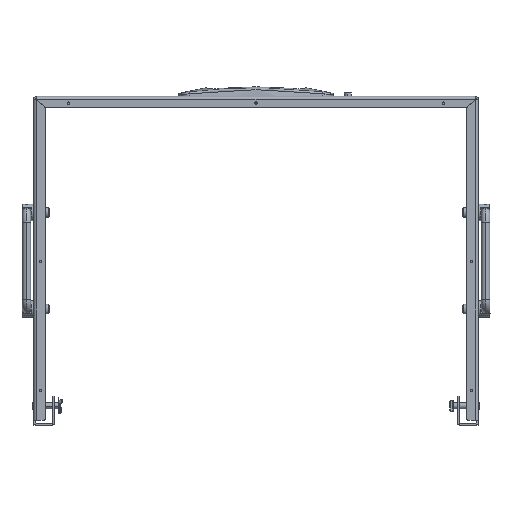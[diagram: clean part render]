
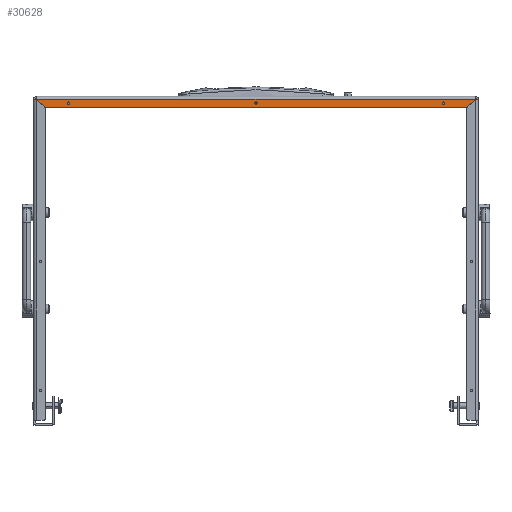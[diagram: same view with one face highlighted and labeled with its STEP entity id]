
A CAD part, front view. The second image highlights one B-rep face of the part: STEP entity #30628.
In plain terms, the highlighted planar face has unit normal (0, -1, 0).
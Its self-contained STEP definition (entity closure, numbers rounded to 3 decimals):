
#183 = CARTESIAN_POINT ( 'NONE',  ( -194., 0., -5. ) ) ;
#465 = ORIENTED_EDGE ( 'NONE', *, *, #25091, .F. ) ;
#820 = AXIS2_PLACEMENT_3D ( 'NONE', #9084, #30154, #7385 ) ;
#962 = EDGE_LOOP ( 'NONE', ( #15936, #10028 ) ) ;
#1033 = AXIS2_PLACEMENT_3D ( 'NONE', #1242, #1637, #4828 ) ;
#1078 = EDGE_LOOP ( 'NONE', ( #23904, #12951, #27629, #7820 ) ) ;
#1242 = CARTESIAN_POINT ( 'NONE',  ( -194., 0., -5. ) ) ;
#1256 = DIRECTION ( 'NONE',  ( -1., 0., 0. ) ) ;
#1637 = DIRECTION ( 'NONE',  ( 0., -1., 0. ) ) ;
#1683 = VECTOR ( 'NONE', #1256, 1000. ) ;
#3243 = CIRCLE ( 'NONE', #36868, 1.25 ) ;
#3301 = DIRECTION ( 'NONE',  ( 0.707, 0., 0.707 ) ) ;
#4124 = AXIS2_PLACEMENT_3D ( 'NONE', #13680, #14303, #30361 ) ;
#4828 = DIRECTION ( 'NONE',  ( 0., 0., -1. ) ) ;
#4986 = EDGE_CURVE ( 'NONE', #35588, #31782, #38496, .T. ) ;
#5999 = EDGE_CURVE ( 'NONE', #35588, #36094, #7992, .T. ) ;
#6449 = CARTESIAN_POINT ( 'NONE',  ( 222.412, 0., -5.412 ) ) ;
#7385 = DIRECTION ( 'NONE',  ( 0., 0., -1. ) ) ;
#7618 = ORIENTED_EDGE ( 'NONE', *, *, #33576, .F. ) ;
#7820 = ORIENTED_EDGE ( 'NONE', *, *, #4986, .T. ) ;
#7876 = EDGE_CURVE ( 'NONE', #18572, #28760, #16609, .T. ) ;
#7992 = LINE ( 'NONE', #30759, #1683 ) ;
#9084 = CARTESIAN_POINT ( 'NONE',  ( 194., 0., -5. ) ) ;
#9207 = AXIS2_PLACEMENT_3D ( 'NONE', #27317, #23924, #17198 ) ;
#9278 = LINE ( 'NONE', #11428, #25313 ) ;
#9364 = FACE_BOUND ( 'NONE', #962, .T. ) ;
#10028 = ORIENTED_EDGE ( 'NONE', *, *, #20038, .F. ) ;
#10232 = VERTEX_POINT ( 'NONE', #13018 ) ;
#10824 = DIRECTION ( 'NONE',  ( 0.707, 0., -0.707 ) ) ;
#11428 = CARTESIAN_POINT ( 'NONE',  ( 227., 0., -1. ) ) ;
#12078 = DIRECTION ( 'NONE',  ( 0., 0., 1. ) ) ;
#12951 = ORIENTED_EDGE ( 'NONE', *, *, #18657, .T. ) ;
#13018 = CARTESIAN_POINT ( 'NONE',  ( -194., 0., -3.75 ) ) ;
#13680 = CARTESIAN_POINT ( 'NONE',  ( 0., 0., -5. ) ) ;
#14218 = VERTEX_POINT ( 'NONE', #27344 ) ;
#14303 = DIRECTION ( 'NONE',  ( 0., -1., 0. ) ) ;
#15287 = EDGE_CURVE ( 'NONE', #26068, #14218, #19007, .T. ) ;
#15576 = DIRECTION ( 'NONE',  ( 0., 0., -1. ) ) ;
#15786 = DIRECTION ( 'NONE',  ( 0., -1., 0. ) ) ;
#15790 = CARTESIAN_POINT ( 'NONE',  ( 194., 0., -6.25 ) ) ;
#15936 = ORIENTED_EDGE ( 'NONE', *, *, #15287, .F. ) ;
#16577 = EDGE_LOOP ( 'NONE', ( #7618, #27530 ) ) ;
#16609 = CIRCLE ( 'NONE', #9207, 1.25 ) ;
#16901 = CIRCLE ( 'NONE', #4124, 1.25 ) ;
#17003 = VECTOR ( 'NONE', #10824, 1000. ) ;
#17198 = DIRECTION ( 'NONE',  ( 0., 0., -1. ) ) ;
#17878 = CARTESIAN_POINT ( 'NONE',  ( -194., 0., -6.25 ) ) ;
#18470 = VECTOR ( 'NONE', #3301, 1000. ) ;
#18572 = VERTEX_POINT ( 'NONE', #23942 ) ;
#18657 = EDGE_CURVE ( 'NONE', #37323, #36094, #39734, .T. ) ;
#18780 = CARTESIAN_POINT ( 'NONE',  ( 194., 0., -5. ) ) ;
#19007 = CIRCLE ( 'NONE', #820, 1.25 ) ;
#19595 = DIRECTION ( 'NONE',  ( 0., -1., 0. ) ) ;
#20038 = EDGE_CURVE ( 'NONE', #14218, #26068, #3243, .T. ) ;
#20813 = AXIS2_PLACEMENT_3D ( 'NONE', #31089, #34666, #12078 ) ;
#23245 = ORIENTED_EDGE ( 'NONE', *, *, #37690, .F. ) ;
#23904 = ORIENTED_EDGE ( 'NONE', *, *, #26047, .T. ) ;
#23924 = DIRECTION ( 'NONE',  ( 0., -1., 0. ) ) ;
#23942 = CARTESIAN_POINT ( 'NONE',  ( 0., 0., -3.75 ) ) ;
#25091 = EDGE_CURVE ( 'NONE', #30182, #10232, #25946, .T. ) ;
#25313 = VECTOR ( 'NONE', #28460, 1000. ) ;
#25946 = CIRCLE ( 'NONE', #1033, 1.25 ) ;
#26047 = EDGE_CURVE ( 'NONE', #31782, #37323, #9278, .T. ) ;
#26068 = VERTEX_POINT ( 'NONE', #15790 ) ;
#26652 = CARTESIAN_POINT ( 'NONE',  ( 4.588, 0., -232.412 ) ) ;
#27000 = CARTESIAN_POINT ( 'NONE',  ( -226.823, 0., -1. ) ) ;
#27317 = CARTESIAN_POINT ( 'NONE',  ( 0., 0., -5. ) ) ;
#27344 = CARTESIAN_POINT ( 'NONE',  ( 194., 0., -3.75 ) ) ;
#27530 = ORIENTED_EDGE ( 'NONE', *, *, #7876, .F. ) ;
#27629 = ORIENTED_EDGE ( 'NONE', *, *, #5999, .F. ) ;
#28333 = FACE_BOUND ( 'NONE', #28609, .T. ) ;
#28460 = DIRECTION ( 'NONE',  ( -1., 0., 0. ) ) ;
#28609 = EDGE_LOOP ( 'NONE', ( #465, #23245 ) ) ;
#28760 = VERTEX_POINT ( 'NONE', #37064 ) ;
#29143 = CARTESIAN_POINT ( 'NONE',  ( 226.823, 0., -1. ) ) ;
#30154 = DIRECTION ( 'NONE',  ( 0., -1., 0. ) ) ;
#30182 = VERTEX_POINT ( 'NONE', #17878 ) ;
#30361 = DIRECTION ( 'NONE',  ( 0., 0., -1. ) ) ;
#30628 = ADVANCED_FACE ( 'NONE', ( #28333, #41016, #9364, #38040 ), #40796, .T. ) ;
#30759 = CARTESIAN_POINT ( 'NONE',  ( 227., 0., -10. ) ) ;
#31089 = CARTESIAN_POINT ( 'NONE',  ( 227., 0., -10. ) ) ;
#31782 = VERTEX_POINT ( 'NONE', #29143 ) ;
#31792 = CIRCLE ( 'NONE', #33142, 1.25 ) ;
#33069 = DIRECTION ( 'NONE',  ( 0., 0., -1. ) ) ;
#33142 = AXIS2_PLACEMENT_3D ( 'NONE', #183, #19595, #33069 ) ;
#33576 = EDGE_CURVE ( 'NONE', #28760, #18572, #16901, .T. ) ;
#34666 = DIRECTION ( 'NONE',  ( 0., -1., 0. ) ) ;
#34776 = CARTESIAN_POINT ( 'NONE',  ( -217.823, 0., -10. ) ) ;
#35588 = VERTEX_POINT ( 'NONE', #38611 ) ;
#36094 = VERTEX_POINT ( 'NONE', #34776 ) ;
#36868 = AXIS2_PLACEMENT_3D ( 'NONE', #18780, #15786, #15576 ) ;
#37064 = CARTESIAN_POINT ( 'NONE',  ( 0., 0., -6.25 ) ) ;
#37323 = VERTEX_POINT ( 'NONE', #27000 ) ;
#37690 = EDGE_CURVE ( 'NONE', #10232, #30182, #31792, .T. ) ;
#38040 = FACE_OUTER_BOUND ( 'NONE', #1078, .T. ) ;
#38496 = LINE ( 'NONE', #6449, #18470 ) ;
#38611 = CARTESIAN_POINT ( 'NONE',  ( 217.823, 0., -10. ) ) ;
#39734 = LINE ( 'NONE', #26652, #17003 ) ;
#40796 = PLANE ( 'NONE',  #20813 ) ;
#41016 = FACE_BOUND ( 'NONE', #16577, .T. ) ;
